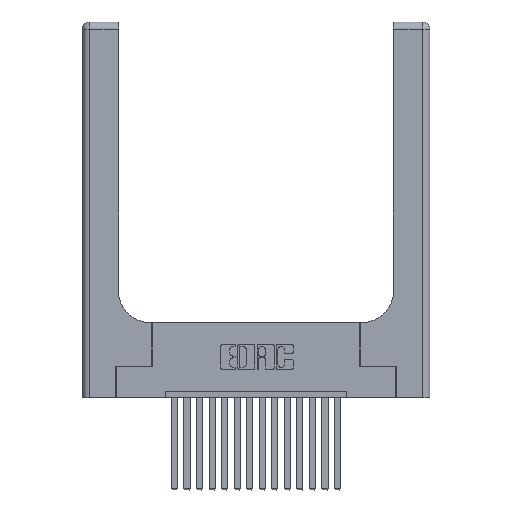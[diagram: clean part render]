
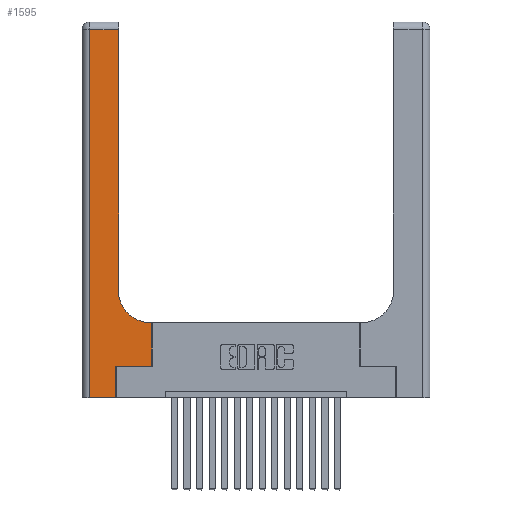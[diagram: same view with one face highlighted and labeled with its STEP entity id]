
A CAD part, top view. The second image highlights one B-rep face of the part: STEP entity #1595.
In plain terms, the highlighted planar face has unit normal (0, 0, 1).
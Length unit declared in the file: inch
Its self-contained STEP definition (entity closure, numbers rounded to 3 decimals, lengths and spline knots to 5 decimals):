
#960 = CARTESIAN_POINT ( 'NONE',  ( 0.2915, 2.94, 0.37 ) ) ;
#1326 = CARTESIAN_POINT ( 'NONE',  ( 0., 2.94, 0.37 ) ) ;
#1373 = LINE ( 'NONE', #8049, #17932 ) ;
#1595 = ADVANCED_FACE ( 'NONE', ( #6565 ), #15600, .F. ) ;
#1619 = VECTOR ( 'NONE', #5531, 39.37008 ) ;
#1644 = ORIENTED_EDGE ( 'NONE', *, *, #10882, .T. ) ;
#1674 = VERTEX_POINT ( 'NONE', #11281 ) ;
#1734 = CARTESIAN_POINT ( 'NONE',  ( 0.06, 0., 0.37 ) ) ;
#1807 = CARTESIAN_POINT ( 'NONE',  ( 0.5585, 0.6, 0.37 ) ) ;
#1817 = CARTESIAN_POINT ( 'NONE',  ( 0.06, 2.94, 0.37 ) ) ;
#2113 = EDGE_CURVE ( 'NONE', #18717, #4731, #11456, .T. ) ;
#2290 = DIRECTION ( 'NONE',  ( -1., 0., 0. ) ) ;
#2301 = LINE ( 'NONE', #3240, #10911 ) ;
#2390 = CARTESIAN_POINT ( 'NONE',  ( 0.269, 0., 0.37 ) ) ;
#2792 = CARTESIAN_POINT ( 'NONE',  ( 0.5415, 0.85, 0.37 ) ) ;
#3077 = VECTOR ( 'NONE', #19121, 39.37008 ) ;
#3240 = CARTESIAN_POINT ( 'NONE',  ( 0., 0., 0.37 ) ) ;
#3502 = CARTESIAN_POINT ( 'NONE',  ( 0.06, 3., 0.37 ) ) ;
#4401 = DIRECTION ( 'NONE',  ( 0., 0., -1. ) ) ;
#4731 = VERTEX_POINT ( 'NONE', #8912 ) ;
#4766 = ORIENTED_EDGE ( 'NONE', *, *, #8490, .T. ) ;
#5531 = DIRECTION ( 'NONE',  ( -1., 0., 0. ) ) ;
#5727 = EDGE_CURVE ( 'NONE', #1674, #18717, #15504, .T. ) ;
#5746 = LINE ( 'NONE', #2390, #17677 ) ;
#5845 = ORIENTED_EDGE ( 'NONE', *, *, #17703, .T. ) ;
#6565 = FACE_OUTER_BOUND ( 'NONE', #11207, .T. ) ;
#6724 = DIRECTION ( 'NONE',  ( 0., 1., 0. ) ) ;
#6992 = ORIENTED_EDGE ( 'NONE', *, *, #5727, .T. ) ;
#7044 = CARTESIAN_POINT ( 'NONE',  ( 0.2915, 0.85, 0.37 ) ) ;
#7162 = VERTEX_POINT ( 'NONE', #9318 ) ;
#7564 = VECTOR ( 'NONE', #17802, 39.37008 ) ;
#7948 = DIRECTION ( 'NONE',  ( 0., -1., 0. ) ) ;
#8049 = CARTESIAN_POINT ( 'NONE',  ( 0.269, 0.25, 0.37 ) ) ;
#8124 = VECTOR ( 'NONE', #14889, 39.37008 ) ;
#8490 = EDGE_CURVE ( 'NONE', #7162, #1674, #1373, .T. ) ;
#8625 = ORIENTED_EDGE ( 'NONE', *, *, #16792, .T. ) ;
#8687 = CARTESIAN_POINT ( 'NONE',  ( 0.2915, 0.6, 0.37 ) ) ;
#8826 = EDGE_CURVE ( 'NONE', #11751, #15438, #18602, .T. ) ;
#8912 = CARTESIAN_POINT ( 'NONE',  ( 0.5415, 0.6, 0.37 ) ) ;
#9085 = DIRECTION ( 'NONE',  ( 1., 0., 0. ) ) ;
#9318 = CARTESIAN_POINT ( 'NONE',  ( 0.269, 0.25, 0.37 ) ) ;
#9519 = CIRCLE ( 'NONE', #9724, 0.25 ) ;
#9724 = AXIS2_PLACEMENT_3D ( 'NONE', #2792, #4401, #13307 ) ;
#9852 = ORIENTED_EDGE ( 'NONE', *, *, #8826, .T. ) ;
#9944 = VERTEX_POINT ( 'NONE', #1817 ) ;
#10368 = EDGE_CURVE ( 'NONE', #15438, #9944, #17014, .T. ) ;
#10528 = VERTEX_POINT ( 'NONE', #16336 ) ;
#10882 = EDGE_CURVE ( 'NONE', #13011, #10528, #2301, .T. ) ;
#10911 = VECTOR ( 'NONE', #9085, 39.37008 ) ;
#11207 = EDGE_LOOP ( 'NONE', ( #9852, #15663, #5845, #1644, #8625, #4766, #6992, #17990, #12678 ) ) ;
#11281 = CARTESIAN_POINT ( 'NONE',  ( 0.5585, 0.25, 0.37 ) ) ;
#11456 = LINE ( 'NONE', #8687, #3077 ) ;
#11751 = VERTEX_POINT ( 'NONE', #7044 ) ;
#11794 = CARTESIAN_POINT ( 'NONE',  ( 0.5585, 0.25, 0.37 ) ) ;
#12488 = DIRECTION ( 'NONE',  ( 1., 0., 0. ) ) ;
#12678 = ORIENTED_EDGE ( 'NONE', *, *, #18111, .T. ) ;
#12825 = LINE ( 'NONE', #3502, #19325 ) ;
#13011 = VERTEX_POINT ( 'NONE', #1734 ) ;
#13307 = DIRECTION ( 'NONE',  ( 1., 0., 0. ) ) ;
#14037 = AXIS2_PLACEMENT_3D ( 'NONE', #15466, #18493, #2290 ) ;
#14889 = DIRECTION ( 'NONE',  ( 0., 1., 0. ) ) ;
#15438 = VERTEX_POINT ( 'NONE', #960 ) ;
#15466 = CARTESIAN_POINT ( 'NONE',  ( 0., 3., 0.37 ) ) ;
#15504 = LINE ( 'NONE', #11794, #7564 ) ;
#15600 = PLANE ( 'NONE',  #14037 ) ;
#15663 = ORIENTED_EDGE ( 'NONE', *, *, #10368, .T. ) ;
#16336 = CARTESIAN_POINT ( 'NONE',  ( 0.269, 0., 0.37 ) ) ;
#16396 = CARTESIAN_POINT ( 'NONE',  ( 0.2915, 3., 0.37 ) ) ;
#16792 = EDGE_CURVE ( 'NONE', #10528, #7162, #5746, .T. ) ;
#17014 = LINE ( 'NONE', #1326, #1619 ) ;
#17677 = VECTOR ( 'NONE', #6724, 39.37008 ) ;
#17703 = EDGE_CURVE ( 'NONE', #9944, #13011, #12825, .T. ) ;
#17802 = DIRECTION ( 'NONE',  ( 0., 1., 0. ) ) ;
#17932 = VECTOR ( 'NONE', #12488, 39.37008 ) ;
#17990 = ORIENTED_EDGE ( 'NONE', *, *, #2113, .T. ) ;
#18111 = EDGE_CURVE ( 'NONE', #4731, #11751, #9519, .T. ) ;
#18493 = DIRECTION ( 'NONE',  ( 0., 0., -1. ) ) ;
#18602 = LINE ( 'NONE', #16396, #8124 ) ;
#18717 = VERTEX_POINT ( 'NONE', #1807 ) ;
#19121 = DIRECTION ( 'NONE',  ( -1., 0., 0. ) ) ;
#19325 = VECTOR ( 'NONE', #7948, 39.37008 ) ;
